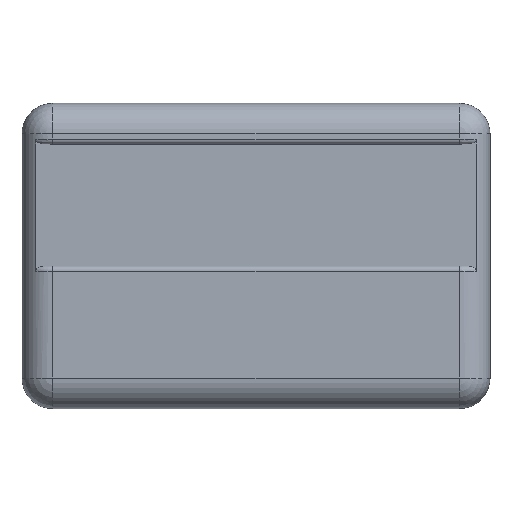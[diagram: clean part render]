
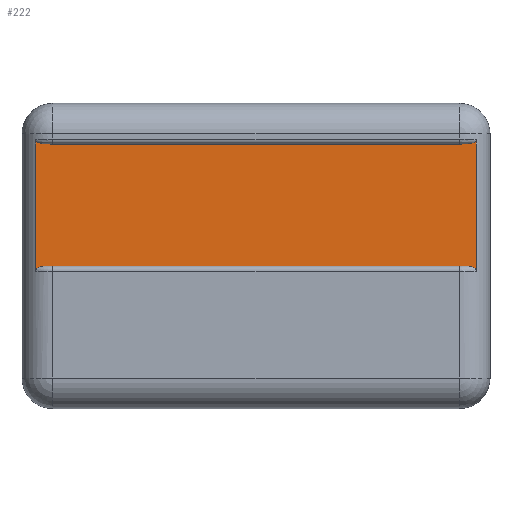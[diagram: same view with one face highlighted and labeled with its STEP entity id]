
A CAD part, top view. The second image highlights one B-rep face of the part: STEP entity #222.
In plain terms, the highlighted planar face has unit normal (0, 0, 1).
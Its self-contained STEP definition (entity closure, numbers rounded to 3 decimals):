
#66 = VERTEX_POINT('',#67);
#67 = CARTESIAN_POINT('',(-21.658,11.49,7.9));
#74 = EDGE_CURVE('',#75,#66,#77,.T.);
#75 = VERTEX_POINT('',#76);
#76 = CARTESIAN_POINT('',(-21.658,11.,7.9));
#77 = LINE('',#78,#79);
#78 = CARTESIAN_POINT('',(-21.658,15.,7.9));
#79 = VECTOR('',#80,1.);
#80 = DIRECTION('',(-0.,1.,0.));
#82 = EDGE_CURVE('',#75,#83,#85,.T.);
#83 = VERTEX_POINT('',#84);
#84 = CARTESIAN_POINT('',(-21.658,-1.,7.9));
#85 = LINE('',#86,#87);
#86 = CARTESIAN_POINT('',(-21.658,15.,7.9));
#87 = VECTOR('',#88,1.);
#88 = DIRECTION('',(0.,-1.,0.));
#90 = EDGE_CURVE('',#83,#91,#93,.T.);
#91 = VERTEX_POINT('',#92);
#92 = CARTESIAN_POINT('',(-21.658,-1.49,7.9));
#93 = LINE('',#94,#95);
#94 = CARTESIAN_POINT('',(-21.658,15.,7.9));
#95 = VECTOR('',#96,1.);
#96 = DIRECTION('',(0.,-1.,0.));
#144 = EDGE_CURVE('',#91,#145,#147,.T.);
#145 = VERTEX_POINT('',#146);
#146 = CARTESIAN_POINT('',(-20.224,-1.,7.9));
#147 = B_SPLINE_CURVE_WITH_KNOTS('',6,(#148,#149,#150,#151,#152,#153,
    #154,#155,#156,#157,#158,#159,#160,#161,#162,#163,#164,#165,#166,
    #167,#168,#169,#170,#171,#172,#173,#174),.UNSPECIFIED.,.F.,.F.,(7,5,
    5,5,5,7),(0.,0.329,0.444,0.661,
    0.882,1.),.UNSPECIFIED.);
#148 = CARTESIAN_POINT('',(-21.658,-1.49,7.9));
#149 = CARTESIAN_POINT('',(-21.658,-1.431,7.9));
#150 = CARTESIAN_POINT('',(-21.643,-1.373,7.9));
#151 = CARTESIAN_POINT('',(-21.613,-1.317,7.9));
#152 = CARTESIAN_POINT('',(-21.569,-1.265,7.9));
#153 = CARTESIAN_POINT('',(-21.512,-1.219,7.9));
#154 = CARTESIAN_POINT('',(-21.423,-1.164,7.9));
#155 = CARTESIAN_POINT('',(-21.399,-1.151,7.9));
#156 = CARTESIAN_POINT('',(-21.373,-1.139,7.9));
#157 = CARTESIAN_POINT('',(-21.347,-1.127,7.9));
#158 = CARTESIAN_POINT('',(-21.319,-1.116,7.9));
#159 = CARTESIAN_POINT('',(-21.237,-1.086,7.9));
#160 = CARTESIAN_POINT('',(-21.179,-1.069,7.9));
#161 = CARTESIAN_POINT('',(-21.119,-1.055,7.9));
#162 = CARTESIAN_POINT('',(-21.056,-1.043,7.9));
#163 = CARTESIAN_POINT('',(-20.991,-1.033,7.9));
#164 = CARTESIAN_POINT('',(-20.855,-1.017,7.9));
#165 = CARTESIAN_POINT('',(-20.784,-1.011,7.9));
#166 = CARTESIAN_POINT('',(-20.711,-1.007,7.9));
#167 = CARTESIAN_POINT('',(-20.637,-1.004,7.9));
#168 = CARTESIAN_POINT('',(-20.56,-1.002,7.9));
#169 = CARTESIAN_POINT('',(-20.44,-1.001,7.9));
#170 = CARTESIAN_POINT('',(-20.398,-1.,7.9));
#171 = CARTESIAN_POINT('',(-20.355,-1.,7.9));
#172 = CARTESIAN_POINT('',(-20.311,-1.,7.9));
#173 = CARTESIAN_POINT('',(-20.268,-1.,7.9));
#174 = CARTESIAN_POINT('',(-20.224,-1.,7.9));
#222 = ADVANCED_FACE('',(#223),#363,.F.);
#223 = FACE_BOUND('',#224,.F.);
#224 = EDGE_LOOP('',(#225,#233,#234,#235,#236,#237,#269,#277,#309,#317,
    #325,#333));
#225 = ORIENTED_EDGE('',*,*,#226,.F.);
#226 = EDGE_CURVE('',#145,#227,#229,.T.);
#227 = VERTEX_POINT('',#228);
#228 = CARTESIAN_POINT('',(20.224,-1.,7.9));
#229 = LINE('',#230,#231);
#230 = CARTESIAN_POINT('',(-23.,-1.,7.9));
#231 = VECTOR('',#232,1.);
#232 = DIRECTION('',(1.,0.,0.));
#233 = ORIENTED_EDGE('',*,*,#144,.F.);
#234 = ORIENTED_EDGE('',*,*,#90,.F.);
#235 = ORIENTED_EDGE('',*,*,#82,.F.);
#236 = ORIENTED_EDGE('',*,*,#74,.T.);
#237 = ORIENTED_EDGE('',*,*,#238,.F.);
#238 = EDGE_CURVE('',#239,#66,#241,.T.);
#239 = VERTEX_POINT('',#240);
#240 = CARTESIAN_POINT('',(-20.224,11.,7.9));
#241 = B_SPLINE_CURVE_WITH_KNOTS('',6,(#242,#243,#244,#245,#246,#247,
    #248,#249,#250,#251,#252,#253,#254,#255,#256,#257,#258,#259,#260,
    #261,#262,#263,#264,#265,#266,#267,#268),.UNSPECIFIED.,.F.,.F.,(7,5,
    5,5,5,7),(0.,0.118,0.338,0.556,
    0.671,1.),.UNSPECIFIED.);
#242 = CARTESIAN_POINT('',(-20.224,11.,7.9));
#243 = CARTESIAN_POINT('',(-20.268,11.,7.9));
#244 = CARTESIAN_POINT('',(-20.311,11.,7.9));
#245 = CARTESIAN_POINT('',(-20.355,11.,7.9));
#246 = CARTESIAN_POINT('',(-20.397,11.,7.9));
#247 = CARTESIAN_POINT('',(-20.44,11.001,7.9));
#248 = CARTESIAN_POINT('',(-20.56,11.002,7.9));
#249 = CARTESIAN_POINT('',(-20.636,11.004,7.9));
#250 = CARTESIAN_POINT('',(-20.711,11.007,7.9));
#251 = CARTESIAN_POINT('',(-20.783,11.011,7.9));
#252 = CARTESIAN_POINT('',(-20.854,11.017,7.9));
#253 = CARTESIAN_POINT('',(-20.99,11.033,7.9));
#254 = CARTESIAN_POINT('',(-21.055,11.043,7.9));
#255 = CARTESIAN_POINT('',(-21.118,11.054,7.9));
#256 = CARTESIAN_POINT('',(-21.179,11.069,7.9));
#257 = CARTESIAN_POINT('',(-21.236,11.086,7.9));
#258 = CARTESIAN_POINT('',(-21.319,11.115,7.9));
#259 = CARTESIAN_POINT('',(-21.346,11.126,7.9));
#260 = CARTESIAN_POINT('',(-21.373,11.138,7.9));
#261 = CARTESIAN_POINT('',(-21.398,11.151,7.9));
#262 = CARTESIAN_POINT('',(-21.423,11.164,7.9));
#263 = CARTESIAN_POINT('',(-21.512,11.218,7.9));
#264 = CARTESIAN_POINT('',(-21.568,11.265,7.9));
#265 = CARTESIAN_POINT('',(-21.613,11.316,7.9));
#266 = CARTESIAN_POINT('',(-21.643,11.373,7.9));
#267 = CARTESIAN_POINT('',(-21.658,11.431,7.9));
#268 = CARTESIAN_POINT('',(-21.658,11.49,7.9));
#269 = ORIENTED_EDGE('',*,*,#270,.T.);
#270 = EDGE_CURVE('',#239,#271,#273,.T.);
#271 = VERTEX_POINT('',#272);
#272 = CARTESIAN_POINT('',(20.224,11.,7.9));
#273 = LINE('',#274,#275);
#274 = CARTESIAN_POINT('',(-23.,11.,7.9));
#275 = VECTOR('',#276,1.);
#276 = DIRECTION('',(1.,0.,0.));
#277 = ORIENTED_EDGE('',*,*,#278,.T.);
#278 = EDGE_CURVE('',#271,#279,#281,.T.);
#279 = VERTEX_POINT('',#280);
#280 = CARTESIAN_POINT('',(21.658,11.49,7.9));
#281 = B_SPLINE_CURVE_WITH_KNOTS('',6,(#282,#283,#284,#285,#286,#287,
    #288,#289,#290,#291,#292,#293,#294,#295,#296,#297,#298,#299,#300,
    #301,#302,#303,#304,#305,#306,#307,#308),.UNSPECIFIED.,.F.,.F.,(7,5,
    5,5,5,7),(0.,0.118,0.338,0.556,
    0.671,1.),.UNSPECIFIED.);
#282 = CARTESIAN_POINT('',(20.224,11.,7.9));
#283 = CARTESIAN_POINT('',(20.268,11.,7.9));
#284 = CARTESIAN_POINT('',(20.311,11.,7.9));
#285 = CARTESIAN_POINT('',(20.355,11.,7.9));
#286 = CARTESIAN_POINT('',(20.397,11.,7.9));
#287 = CARTESIAN_POINT('',(20.44,11.001,7.9));
#288 = CARTESIAN_POINT('',(20.56,11.002,7.9));
#289 = CARTESIAN_POINT('',(20.636,11.004,7.9));
#290 = CARTESIAN_POINT('',(20.711,11.007,7.9));
#291 = CARTESIAN_POINT('',(20.783,11.011,7.9));
#292 = CARTESIAN_POINT('',(20.854,11.017,7.9));
#293 = CARTESIAN_POINT('',(20.99,11.033,7.9));
#294 = CARTESIAN_POINT('',(21.055,11.043,7.9));
#295 = CARTESIAN_POINT('',(21.118,11.054,7.9));
#296 = CARTESIAN_POINT('',(21.179,11.069,7.9));
#297 = CARTESIAN_POINT('',(21.236,11.086,7.9));
#298 = CARTESIAN_POINT('',(21.319,11.115,7.9));
#299 = CARTESIAN_POINT('',(21.346,11.126,7.9));
#300 = CARTESIAN_POINT('',(21.373,11.138,7.9));
#301 = CARTESIAN_POINT('',(21.398,11.151,7.9));
#302 = CARTESIAN_POINT('',(21.423,11.164,7.9));
#303 = CARTESIAN_POINT('',(21.512,11.218,7.9));
#304 = CARTESIAN_POINT('',(21.568,11.265,7.9));
#305 = CARTESIAN_POINT('',(21.613,11.316,7.9));
#306 = CARTESIAN_POINT('',(21.643,11.373,7.9));
#307 = CARTESIAN_POINT('',(21.658,11.431,7.9));
#308 = CARTESIAN_POINT('',(21.658,11.49,7.9));
#309 = ORIENTED_EDGE('',*,*,#310,.F.);
#310 = EDGE_CURVE('',#311,#279,#313,.T.);
#311 = VERTEX_POINT('',#312);
#312 = CARTESIAN_POINT('',(21.658,11.,7.9));
#313 = LINE('',#314,#315);
#314 = CARTESIAN_POINT('',(21.658,15.,7.9));
#315 = VECTOR('',#316,1.);
#316 = DIRECTION('',(-0.,1.,0.));
#317 = ORIENTED_EDGE('',*,*,#318,.T.);
#318 = EDGE_CURVE('',#311,#319,#321,.T.);
#319 = VERTEX_POINT('',#320);
#320 = CARTESIAN_POINT('',(21.658,-1.,7.9));
#321 = LINE('',#322,#323);
#322 = CARTESIAN_POINT('',(21.658,15.,7.9));
#323 = VECTOR('',#324,1.);
#324 = DIRECTION('',(0.,-1.,0.));
#325 = ORIENTED_EDGE('',*,*,#326,.T.);
#326 = EDGE_CURVE('',#319,#327,#329,.T.);
#327 = VERTEX_POINT('',#328);
#328 = CARTESIAN_POINT('',(21.658,-1.49,7.9));
#329 = LINE('',#330,#331);
#330 = CARTESIAN_POINT('',(21.658,15.,7.9));
#331 = VECTOR('',#332,1.);
#332 = DIRECTION('',(0.,-1.,0.));
#333 = ORIENTED_EDGE('',*,*,#334,.T.);
#334 = EDGE_CURVE('',#327,#227,#335,.T.);
#335 = B_SPLINE_CURVE_WITH_KNOTS('',6,(#336,#337,#338,#339,#340,#341,
    #342,#343,#344,#345,#346,#347,#348,#349,#350,#351,#352,#353,#354,
    #355,#356,#357,#358,#359,#360,#361,#362),.UNSPECIFIED.,.F.,.F.,(7,5,
    5,5,5,7),(0.,0.329,0.444,0.661,
    0.882,1.),.UNSPECIFIED.);
#336 = CARTESIAN_POINT('',(21.658,-1.49,7.9));
#337 = CARTESIAN_POINT('',(21.658,-1.431,7.9));
#338 = CARTESIAN_POINT('',(21.643,-1.373,7.9));
#339 = CARTESIAN_POINT('',(21.613,-1.317,7.9));
#340 = CARTESIAN_POINT('',(21.569,-1.265,7.9));
#341 = CARTESIAN_POINT('',(21.512,-1.219,7.9));
#342 = CARTESIAN_POINT('',(21.423,-1.164,7.9));
#343 = CARTESIAN_POINT('',(21.399,-1.151,7.9));
#344 = CARTESIAN_POINT('',(21.373,-1.139,7.9));
#345 = CARTESIAN_POINT('',(21.347,-1.127,7.9));
#346 = CARTESIAN_POINT('',(21.319,-1.116,7.9));
#347 = CARTESIAN_POINT('',(21.237,-1.086,7.9));
#348 = CARTESIAN_POINT('',(21.179,-1.069,7.9));
#349 = CARTESIAN_POINT('',(21.119,-1.055,7.9));
#350 = CARTESIAN_POINT('',(21.056,-1.043,7.9));
#351 = CARTESIAN_POINT('',(20.991,-1.033,7.9));
#352 = CARTESIAN_POINT('',(20.855,-1.017,7.9));
#353 = CARTESIAN_POINT('',(20.784,-1.011,7.9));
#354 = CARTESIAN_POINT('',(20.711,-1.007,7.9));
#355 = CARTESIAN_POINT('',(20.637,-1.004,7.9));
#356 = CARTESIAN_POINT('',(20.56,-1.002,7.9));
#357 = CARTESIAN_POINT('',(20.44,-1.001,7.9));
#358 = CARTESIAN_POINT('',(20.398,-1.,7.9));
#359 = CARTESIAN_POINT('',(20.355,-1.,7.9));
#360 = CARTESIAN_POINT('',(20.311,-1.,7.9));
#361 = CARTESIAN_POINT('',(20.268,-1.,7.9));
#362 = CARTESIAN_POINT('',(20.224,-1.,7.9));
#363 = PLANE('',#364);
#364 = AXIS2_PLACEMENT_3D('',#365,#366,#367);
#365 = CARTESIAN_POINT('',(-23.,11.,7.9));
#366 = DIRECTION('',(0.,0.,-1.));
#367 = DIRECTION('',(1.,0.,0.));
